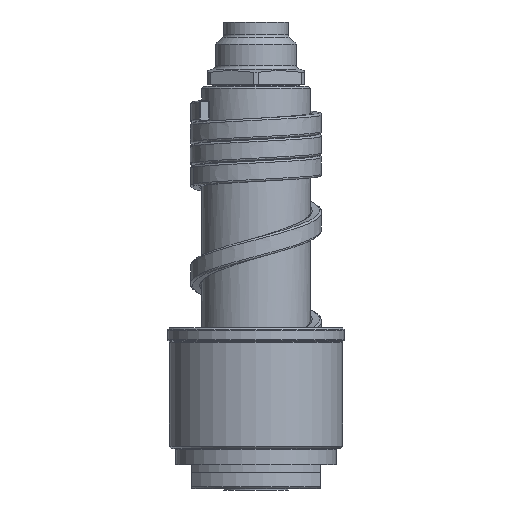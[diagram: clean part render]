
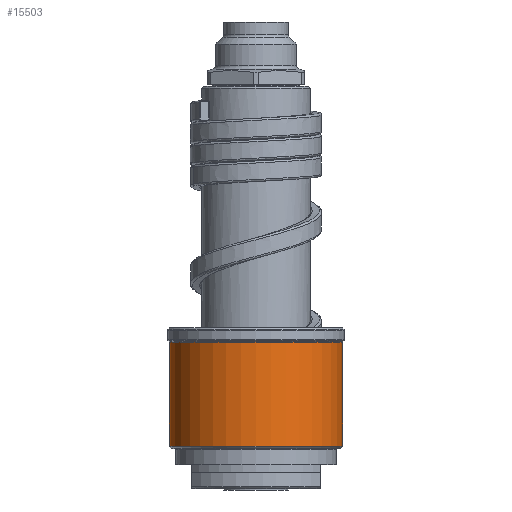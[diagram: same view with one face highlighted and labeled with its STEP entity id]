
A CAD part, front view. The second image highlights one B-rep face of the part: STEP entity #15503.
In plain terms, the highlighted cylindrical face has radius 21.5 mm (diameter 43 mm), a partial arc.
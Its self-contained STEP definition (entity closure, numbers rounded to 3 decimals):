
#5932=CARTESIAN_POINT('',(0.,0.,10.583));
#5933=DIRECTION('',(0.,0.,1.));
#5934=DIRECTION('',(-1.,0.,0.));
#5935=AXIS2_PLACEMENT_3D('',#5932,#5933,#5934);
#5937=DIRECTION('',(0.,0.,-1.));
#5938=VECTOR('',#5937,25.834);
#5939=CARTESIAN_POINT('',(-21.5,0.,36.417));
#5940=LINE('',#5939,#5938);
#5941=CARTESIAN_POINT('',(0.,0.,36.417));
#5942=DIRECTION('',(0.,0.,1.));
#5943=DIRECTION('',(-1.,0.,0.));
#5944=AXIS2_PLACEMENT_3D('',#5941,#5942,#5943);
#5946=DIRECTION('',(0.,0.,-1.));
#5947=VECTOR('',#5946,25.834);
#5948=CARTESIAN_POINT('',(21.5,0.,36.417));
#5949=LINE('',#5948,#5947);
#6290=CARTESIAN_POINT('',(21.5,0.,36.417));
#6291=CARTESIAN_POINT('',(-21.5,0.,36.417));
#6292=VERTEX_POINT('',#6290);
#6293=VERTEX_POINT('',#6291);
#6316=CARTESIAN_POINT('',(21.5,0.,10.583));
#6317=VERTEX_POINT('',#6316);
#6318=CARTESIAN_POINT('',(-21.5,0.,10.583));
#6319=VERTEX_POINT('',#6318);
#15491=CARTESIAN_POINT('',(0.,0.,8.5));
#15492=DIRECTION('',(0.,0.,1.));
#15493=DIRECTION('',(-1.,0.,0.));
#15494=AXIS2_PLACEMENT_3D('',#15491,#15492,#15493);
#15495=CYLINDRICAL_SURFACE('',#15494,21.5);
#15496=ORIENTED_EDGE('',*,*,#13090,.F.);
#15497=ORIENTED_EDGE('',*,*,#13071,.F.);
#15499=ORIENTED_EDGE('',*,*,#15498,.T.);
#15500=ORIENTED_EDGE('',*,*,#13067,.T.);
#15501=EDGE_LOOP('',(#15496,#15497,#15499,#15500));
#15502=FACE_OUTER_BOUND('',#15501,.F.);
#5936=CIRCLE('',#5935,21.5);
#5945=CIRCLE('',#5944,21.5);
#13067=EDGE_CURVE('',#6292,#6317,#5949,.T.);
#13071=EDGE_CURVE('',#6293,#6319,#5940,.T.);
#13090=EDGE_CURVE('',#6319,#6317,#5936,.T.);
#15498=EDGE_CURVE('',#6293,#6292,#5945,.T.);
#15503=ADVANCED_FACE('',(#15502),#15495,.T.);
